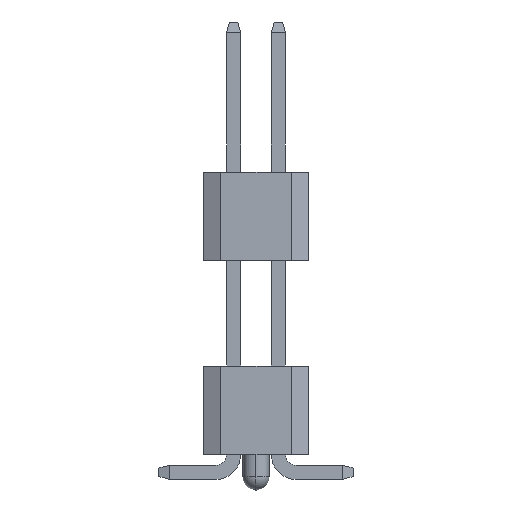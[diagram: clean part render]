
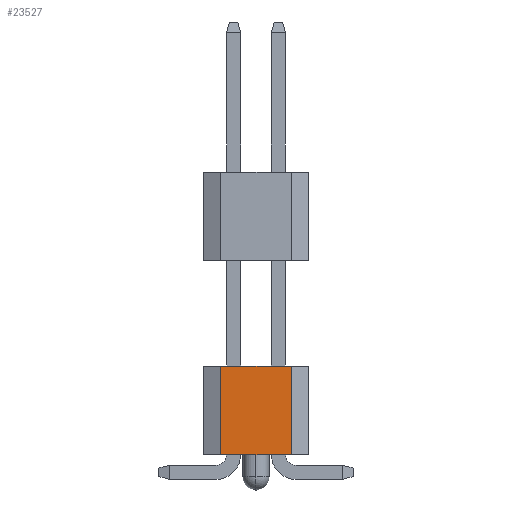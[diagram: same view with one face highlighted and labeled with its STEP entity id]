
A CAD part, left-side view. The second image highlights one B-rep face of the part: STEP entity #23527.
In plain terms, the highlighted planar face has unit normal (-1, 0, 0).
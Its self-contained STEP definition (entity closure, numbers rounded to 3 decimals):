
#114 = LINE ( 'NONE', #39880, #25319 ) ;
#1290 = CARTESIAN_POINT ( 'NONE',  ( -8.89, 1., 0. ) ) ;
#2134 = FACE_OUTER_BOUND ( 'NONE', #8524, .T. ) ;
#2794 = ORIENTED_EDGE ( 'NONE', *, *, #32974, .F. ) ;
#4272 = DIRECTION ( 'NONE',  ( 0., -1., 0. ) ) ;
#5789 = CARTESIAN_POINT ( 'NONE',  ( -8.89, -1.5, 2.5 ) ) ;
#6091 = ORIENTED_EDGE ( 'NONE', *, *, #33530, .T. ) ;
#7479 = AXIS2_PLACEMENT_3D ( 'NONE', #5789, #49177, #25799 ) ;
#8237 = DIRECTION ( 'NONE',  ( 0., 0., 1. ) ) ;
#8386 = VECTOR ( 'NONE', #8237, 1000. ) ;
#8524 = EDGE_LOOP ( 'NONE', ( #35639, #6091, #41471, #2794 ) ) ;
#8608 = EDGE_CURVE ( 'NONE', #44557, #21339, #114, .T. ) ;
#9938 = PLANE ( 'NONE',  #7479 ) ;
#11693 = VERTEX_POINT ( 'NONE', #20050 ) ;
#14007 = DIRECTION ( 'NONE',  ( 0., -1., 0. ) ) ;
#20037 = VECTOR ( 'NONE', #45492, 1000. ) ;
#20050 = CARTESIAN_POINT ( 'NONE',  ( -8.89, -1., 2.5 ) ) ;
#21339 = VERTEX_POINT ( 'NONE', #34346 ) ;
#22378 = LINE ( 'NONE', #45233, #20037 ) ;
#23527 = ADVANCED_FACE ( 'NONE', ( #2134 ), #9938, .F. ) ;
#25319 = VECTOR ( 'NONE', #4272, 1000. ) ;
#25504 = VERTEX_POINT ( 'NONE', #46094 ) ;
#25799 = DIRECTION ( 'NONE',  ( 0., 0., -1. ) ) ;
#27991 = LINE ( 'NONE', #39686, #8386 ) ;
#32974 = EDGE_CURVE ( 'NONE', #44557, #25504, #27991, .T. ) ;
#33530 = EDGE_CURVE ( 'NONE', #21339, #11693, #22378, .T. ) ;
#33768 = LINE ( 'NONE', #49600, #38804 ) ;
#34346 = CARTESIAN_POINT ( 'NONE',  ( -8.89, -1., 0. ) ) ;
#35639 = ORIENTED_EDGE ( 'NONE', *, *, #8608, .T. ) ;
#38804 = VECTOR ( 'NONE', #14007, 1000. ) ;
#39686 = CARTESIAN_POINT ( 'NONE',  ( -8.89, 1., 0. ) ) ;
#39880 = CARTESIAN_POINT ( 'NONE',  ( -8.89, -1.5, 0. ) ) ;
#41471 = ORIENTED_EDGE ( 'NONE', *, *, #48252, .F. ) ;
#44557 = VERTEX_POINT ( 'NONE', #1290 ) ;
#45233 = CARTESIAN_POINT ( 'NONE',  ( -8.89, -1., 0. ) ) ;
#45492 = DIRECTION ( 'NONE',  ( 0., 0., 1. ) ) ;
#46094 = CARTESIAN_POINT ( 'NONE',  ( -8.89, 1., 2.5 ) ) ;
#48252 = EDGE_CURVE ( 'NONE', #25504, #11693, #33768, .T. ) ;
#49177 = DIRECTION ( 'NONE',  ( 1., 0., 0. ) ) ;
#49600 = CARTESIAN_POINT ( 'NONE',  ( -8.89, -1.5, 2.5 ) ) ;
